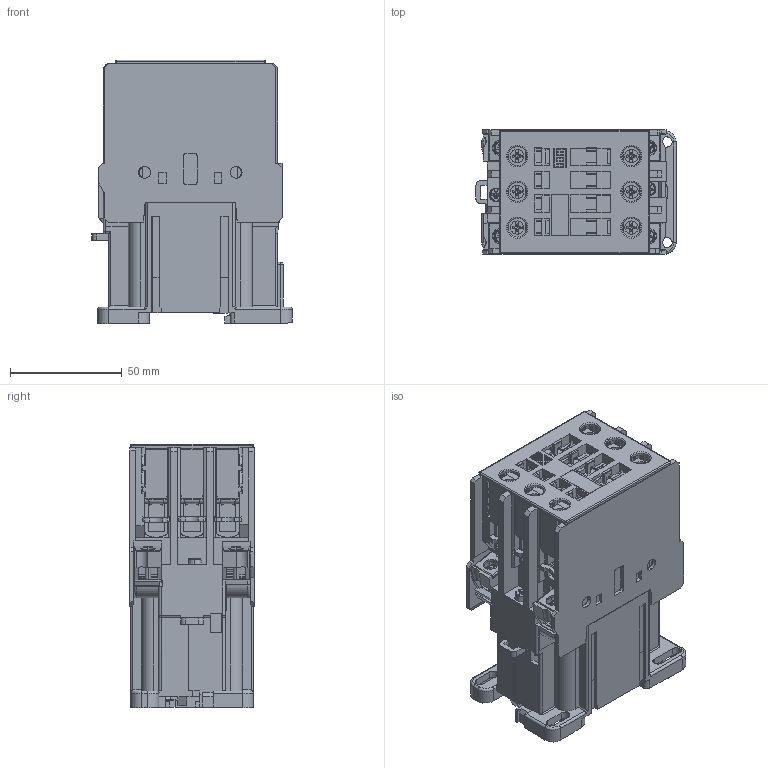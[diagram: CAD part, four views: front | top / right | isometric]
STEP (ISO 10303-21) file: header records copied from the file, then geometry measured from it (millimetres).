
FILE_DESCRIPTION((''),'2;1');
FILE_NAME('CWM32_40_DC','2017-02-01T',('aljaz.cop'),('Audax d.o.o.'),'CREO PARAMETRIC BY PTC INC, 2015380','CREO PARAMETRIC BY PTC INC, 2015380','');
FILE_SCHEMA(('CONFIG_CONTROL_DESIGN'));
Products named in the file (1): CWM32_40_DC
Bounding box: 89.5 x 55.5 x 117.95 mm (x, y, z)
Volume: 370863.3 mm3; surface area: 111186.4 mm2
Topology: 5 solids, 49 shells, 4049 faces, 11276 edges, 7251 vertices
Faces by surface type: plane 2833, cylinder 808, extrusion 144, cone 130, torus 99, sphere 32, bspline 3
Entity records: 133044 total; most frequent: CARTESIAN_POINT 30545, ORIENTED_EDGE 22400, DIRECTION 19608, EDGE_CURVE 11260, VECTOR 8220, LINE 8076, VERTEX_POINT 7257, AXIS2_PLACEMENT_3D 5694
